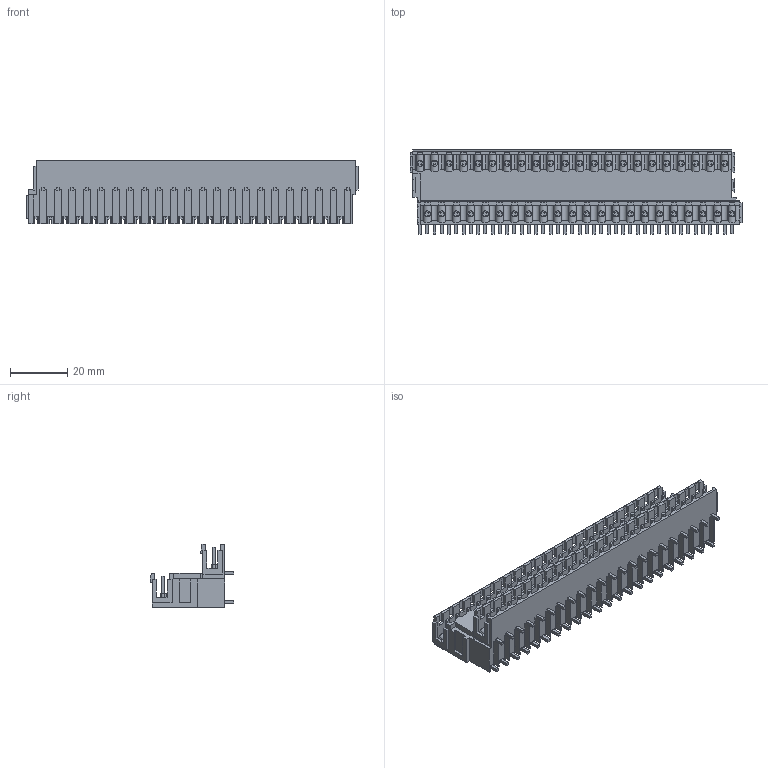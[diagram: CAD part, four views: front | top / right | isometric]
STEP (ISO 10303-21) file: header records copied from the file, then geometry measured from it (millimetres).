
FILE_DESCRIPTION(('CATIA V5 STEP Exchange','CAx-IF Rec.Pracs.--- Model Styling and Organization---1.2---2011-12-15'),'2;1');
FILE_NAME ('D1454992_0_1726480000_1726480000.stp','2017-09-26T13:05:23+00:00',('none'),('Weidmueller'),'CATIA Version 5-6 Release 2014','CATIA V5 STEP AP214','none');
FILE_SCHEMA(('AUTOMOTIVE_DESIGN { 1 0 10303 214 1 1 1 1 }'));
Products named in the file (1): 1726480000
Bounding box: 116.26 x 29.41 x 22.16 mm (x, y, z)
Volume: 26193.7 mm3; surface area: 29877.2 mm2
Topology: 45 solids, 45 shells, 1647 faces, 5552 edges, 3865 vertices
Faces by surface type: plane 1363, cylinder 284
Entity records: 59565 total; most frequent: CARTESIAN_POINT 14597, ORIENTED_EDGE 11104, DIRECTION 6803, EDGE_CURVE 5552, VECTOR 4741, LINE 4741, VERTEX_POINT 3865, EDGE_LOOP 1737
